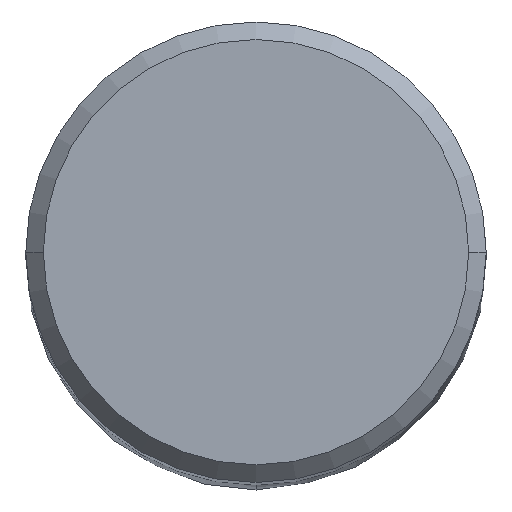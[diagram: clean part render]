
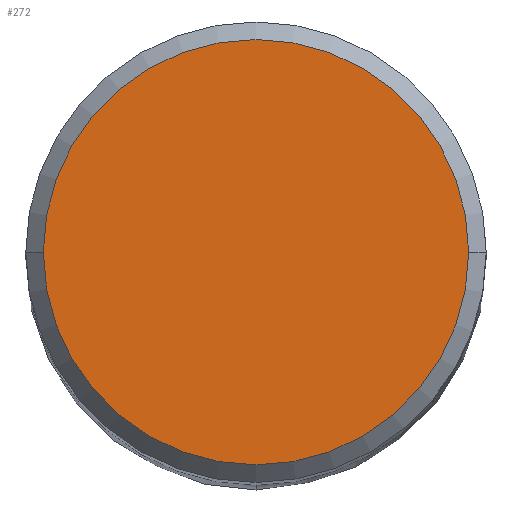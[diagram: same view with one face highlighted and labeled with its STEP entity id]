
A CAD part, top view. The second image highlights one B-rep face of the part: STEP entity #272.
In plain terms, the highlighted planar face has unit normal (0, 0, 1).
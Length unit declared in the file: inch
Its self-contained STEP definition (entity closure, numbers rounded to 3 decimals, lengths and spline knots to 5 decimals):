
#1 = VERTEX_POINT ( 'NONE', #146 ) ;
#4 = DIRECTION ( 'NONE',  ( 0., 0., 1. ) ) ;
#17 = AXIS2_PLACEMENT_3D ( 'NONE', #171, #300, #221 ) ;
#23 = EDGE_CURVE ( 'NONE', #1, #275, #175, .T. ) ;
#40 = PLANE ( 'NONE',  #17 ) ;
#43 = CARTESIAN_POINT ( 'NONE',  ( -0.18185, 0., 3.93701 ) ) ;
#51 = ORIENTED_EDGE ( 'NONE', *, *, #23, .T. ) ;
#66 = FACE_OUTER_BOUND ( 'NONE', #278, .T. ) ;
#81 = CARTESIAN_POINT ( 'NONE',  ( 0., 0., 3.93701 ) ) ;
#105 = CIRCLE ( 'NONE', #225, 0.18185 ) ;
#118 = DIRECTION ( 'NONE',  ( 0., 0., 1. ) ) ;
#120 = CARTESIAN_POINT ( 'NONE',  ( 0., 0., 3.93701 ) ) ;
#125 = EDGE_CURVE ( 'NONE', #275, #1, #105, .T. ) ;
#146 = CARTESIAN_POINT ( 'NONE',  ( 0.18185, 0., 3.93701 ) ) ;
#171 = CARTESIAN_POINT ( 'NONE',  ( 0., 0., 3.93701 ) ) ;
#175 = CIRCLE ( 'NONE', #309, 0.18185 ) ;
#204 = DIRECTION ( 'NONE',  ( 1., 0., 0. ) ) ;
#216 = DIRECTION ( 'NONE',  ( 1., 0., 0. ) ) ;
#221 = DIRECTION ( 'NONE',  ( 1., 0., 0. ) ) ;
#225 = AXIS2_PLACEMENT_3D ( 'NONE', #81, #4, #216 ) ;
#259 = ORIENTED_EDGE ( 'NONE', *, *, #125, .T. ) ;
#272 = ADVANCED_FACE ( 'NONE', ( #66 ), #40, .T. ) ;
#275 = VERTEX_POINT ( 'NONE', #43 ) ;
#278 = EDGE_LOOP ( 'NONE', ( #259, #51 ) ) ;
#300 = DIRECTION ( 'NONE',  ( 0., 0., 1. ) ) ;
#309 = AXIS2_PLACEMENT_3D ( 'NONE', #120, #118, #204 ) ;
